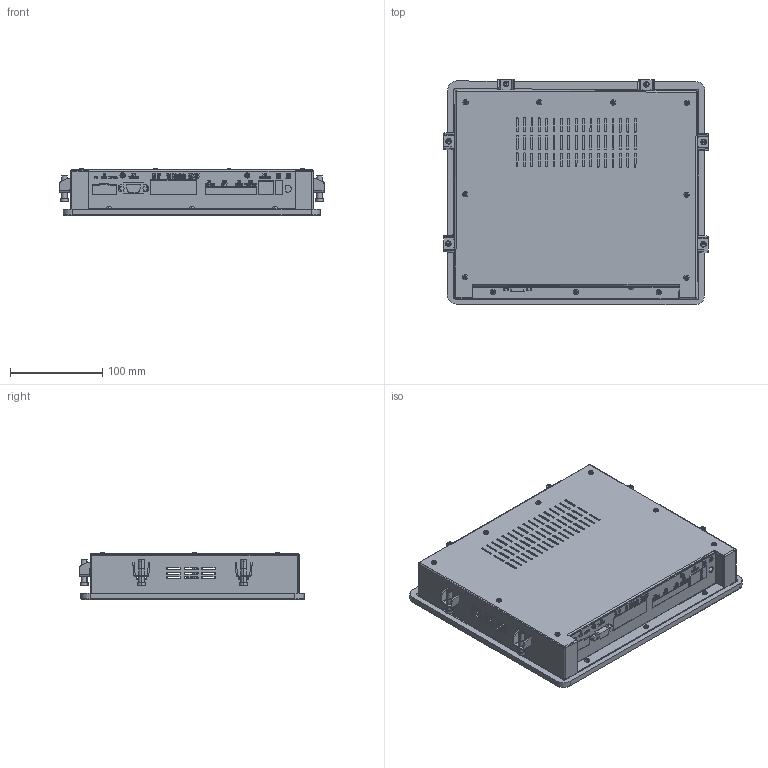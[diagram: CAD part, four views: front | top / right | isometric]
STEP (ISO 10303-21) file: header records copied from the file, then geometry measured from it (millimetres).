
FILE_DESCRIPTION (( 'STEP AP214' ), '1' );
FILE_NAME ('15-11-00-00.STEP', '2026-01-28T15:24:01', ( '' ), ( '' ), 'SwSTEP 2.0', 'SolidWorks 2025', '' );
FILE_SCHEMA (( 'AUTOMOTIVE_DESIGN' ));
Length unit declared in the file: millimetre
Products named in the file (15): V11X2P5_M6-1_1; 11X2P5_M6_ASM_1; 15-11-00-00; HRC-670-01-03-02_1; HRC-650-LCD-00-T_1; HRC-670-01-03-00_ASM_1; HRC-650-M1-00-T_1; GBT818_M3X6_B_1; HRC-670-01-03-01; HRC-650-01-01_1; HRC-670-01-02_1; YYS-M3X25-6_1; TAR02-M3-L4_1; YYS-M3X10-6_1; V11X2P5_M6-2_1
Assembly tree (53 placements, depth 3):
  15-11-00-00
    HRC-670-01-03-00_ASM_1
      HRC-670-01-03-01
      HRC-670-01-03-02_1  x2
    11X2P5_M6_ASM_1  x6
      V11X2P5_M6-1_1
      V11X2P5_M6-2_1
    HRC-650-01-01_1
    HRC-650-LCD-00-T_1
    YYS-M3X10-6_1  x9
    GBT818_M3X6_B_1  x7
    HRC-650-M1-00-T_1
    YYS-M3X25-6_1  x8
    HRC-670-01-02_1
    TAR02-M3-L4_1  x13
Bounding box: 287.12 x 244.45 x 51.35 mm (x, y, z)
Volume: 232002.9 mm3; surface area: 546452.1 mm2
Topology: 18 solids, 149 shells, 6164 faces, 16974 edges, 11225 vertices
Faces by surface type: plane 4594, cylinder 972, cone 520, sphere 46, bspline 28, torus 4
Entity records: 164032 total; most frequent: CARTESIAN_POINT 32338, ORIENTED_EDGE 27009, DIRECTION 24176, EDGE_CURVE 13731, VECTOR 11734, LINE 11734, VERTEX_POINT 9233, AXIS2_PLACEMENT_3D 6221
